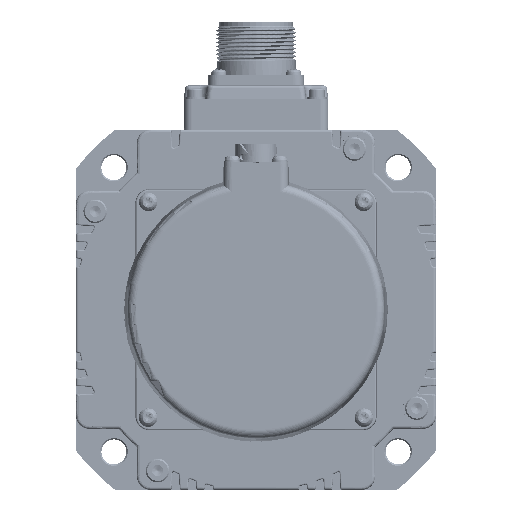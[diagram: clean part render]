
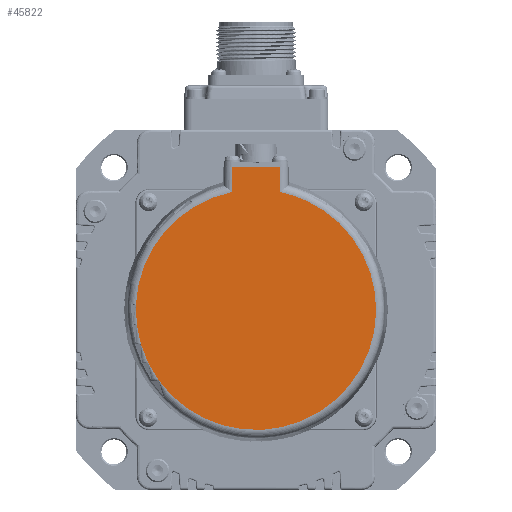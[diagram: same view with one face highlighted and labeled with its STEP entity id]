
A CAD part, front view. The second image highlights one B-rep face of the part: STEP entity #45822.
In plain terms, the highlighted planar face has unit normal (0, -1, 0).
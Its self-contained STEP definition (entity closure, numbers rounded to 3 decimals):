
#37033=CARTESIAN_POINT('',(-8.67,-67.9,-22.53));
#37034=VERTEX_POINT('',#37033);
#37035=CARTESIAN_POINT('',(8.67,-67.9,-22.53));
#37036=VERTEX_POINT('',#37035);
#37037=CARTESIAN_POINT('',(-8.67,-67.9,-22.53));
#37038=CARTESIAN_POINT('',(-10.231,-67.9,-22.849));
#37039=CARTESIAN_POINT('',(-11.777,-67.9,-23.239));
#37040=CARTESIAN_POINT('',(-13.304,-67.9,-23.7));
#37041=CARTESIAN_POINT('',(-16.312,-67.9,-24.762));
#37042=CARTESIAN_POINT('',(-19.21,-67.9,-26.094));
#37043=CARTESIAN_POINT('',(-20.627,-67.9,-26.827));
#37044=CARTESIAN_POINT('',(-23.39,-67.9,-28.42));
#37045=CARTESIAN_POINT('',(-25.996,-67.9,-30.26));
#37046=CARTESIAN_POINT('',(-27.255,-67.9,-31.239));
#37047=CARTESIAN_POINT('',(-29.681,-67.9,-33.31));
#37048=CARTESIAN_POINT('',(-31.906,-67.9,-35.595));
#37049=CARTESIAN_POINT('',(-32.966,-67.9,-36.788));
#37050=CARTESIAN_POINT('',(-34.972,-67.9,-39.267));
#37051=CARTESIAN_POINT('',(-36.742,-67.9,-41.92));
#37052=CARTESIAN_POINT('',(-37.566,-67.9,-43.286));
#37053=CARTESIAN_POINT('',(-39.085,-67.9,-46.091));
#37054=CARTESIAN_POINT('',(-40.341,-67.9,-49.023));
#37055=CARTESIAN_POINT('',(-40.901,-67.9,-50.516));
#37056=CARTESIAN_POINT('',(-41.882,-67.9,-53.551));
#37057=CARTESIAN_POINT('',(-42.581,-67.9,-56.663));
#37058=CARTESIAN_POINT('',(-42.859,-67.9,-58.234));
#37059=CARTESIAN_POINT('',(-43.269,-67.9,-61.397));
#37060=CARTESIAN_POINT('',(-43.388,-67.9,-64.585));
#37061=CARTESIAN_POINT('',(-43.374,-67.9,-66.18));
#37062=CARTESIAN_POINT('',(-43.199,-67.9,-69.364));
#37063=CARTESIAN_POINT('',(-42.733,-67.9,-72.52));
#37064=CARTESIAN_POINT('',(-42.428,-67.9,-74.086));
#37065=CARTESIAN_POINT('',(-41.674,-67.9,-77.185));
#37066=CARTESIAN_POINT('',(-40.64,-67.9,-80.202));
#37067=CARTESIAN_POINT('',(-40.053,-67.9,-81.686));
#37068=CARTESIAN_POINT('',(-38.746,-67.9,-84.595));
#37069=CARTESIAN_POINT('',(-37.177,-67.9,-87.372));
#37070=CARTESIAN_POINT('',(-36.33,-67.9,-88.724));
#37071=CARTESIAN_POINT('',(-34.513,-67.9,-91.345));
#37072=CARTESIAN_POINT('',(-32.463,-67.9,-93.789));
#37073=CARTESIAN_POINT('',(-31.383,-67.9,-94.963));
#37074=CARTESIAN_POINT('',(-29.118,-67.9,-97.208));
#37075=CARTESIAN_POINT('',(-26.656,-67.9,-99.236));
#37076=CARTESIAN_POINT('',(-25.38,-67.9,-100.193));
#37077=CARTESIAN_POINT('',(-22.742,-67.9,-101.986));
#37078=CARTESIAN_POINT('',(-19.951,-67.9,-103.531));
#37079=CARTESIAN_POINT('',(-18.522,-67.9,-104.238));
#37080=CARTESIAN_POINT('',(-15.601,-67.9,-105.519));
#37081=CARTESIAN_POINT('',(-12.575,-67.9,-106.528));
#37082=CARTESIAN_POINT('',(-11.04,-67.9,-106.962));
#37083=CARTESIAN_POINT('',(-7.934,-67.9,-107.688));
#37084=CARTESIAN_POINT('',(-4.775,-67.9,-108.126));
#37085=CARTESIAN_POINT('',(-3.186,-67.9,-108.273));
#37086=CARTESIAN_POINT('',(0.,-67.9,-108.419));
#37087=CARTESIAN_POINT('',(3.186,-67.9,-108.273));
#37088=CARTESIAN_POINT('',(4.775,-67.9,-108.126));
#37089=CARTESIAN_POINT('',(7.934,-67.9,-107.688));
#37090=CARTESIAN_POINT('',(11.04,-67.9,-106.962));
#37091=CARTESIAN_POINT('',(12.575,-67.9,-106.528));
#37092=CARTESIAN_POINT('',(15.601,-67.9,-105.519));
#37093=CARTESIAN_POINT('',(18.522,-67.9,-104.238));
#37094=CARTESIAN_POINT('',(19.951,-67.9,-103.531));
#37095=CARTESIAN_POINT('',(22.742,-67.9,-101.986));
#37096=CARTESIAN_POINT('',(25.38,-67.9,-100.193));
#37097=CARTESIAN_POINT('',(26.656,-67.9,-99.236));
#37098=CARTESIAN_POINT('',(29.118,-67.9,-97.208));
#37099=CARTESIAN_POINT('',(31.383,-67.9,-94.963));
#37100=CARTESIAN_POINT('',(32.463,-67.9,-93.789));
#37101=CARTESIAN_POINT('',(34.513,-67.9,-91.345));
#37102=CARTESIAN_POINT('',(36.33,-67.9,-88.724));
#37103=CARTESIAN_POINT('',(37.177,-67.9,-87.372));
#37104=CARTESIAN_POINT('',(38.746,-67.9,-84.595));
#37105=CARTESIAN_POINT('',(40.053,-67.9,-81.686));
#37106=CARTESIAN_POINT('',(40.64,-67.9,-80.202));
#37107=CARTESIAN_POINT('',(41.674,-67.9,-77.185));
#37108=CARTESIAN_POINT('',(42.428,-67.9,-74.086));
#37109=CARTESIAN_POINT('',(42.733,-67.9,-72.52));
#37110=CARTESIAN_POINT('',(43.199,-67.9,-69.364));
#37111=CARTESIAN_POINT('',(43.374,-67.9,-66.18));
#37112=CARTESIAN_POINT('',(43.388,-67.9,-64.585));
#37113=CARTESIAN_POINT('',(43.269,-67.9,-61.397));
#37114=CARTESIAN_POINT('',(42.859,-67.9,-58.234));
#37115=CARTESIAN_POINT('',(42.581,-67.9,-56.663));
#37116=CARTESIAN_POINT('',(41.882,-67.9,-53.551));
#37117=CARTESIAN_POINT('',(40.901,-67.9,-50.516));
#37118=CARTESIAN_POINT('',(40.341,-67.9,-49.023));
#37119=CARTESIAN_POINT('',(39.085,-67.9,-46.091));
#37120=CARTESIAN_POINT('',(37.566,-67.9,-43.286));
#37121=CARTESIAN_POINT('',(36.742,-67.9,-41.92));
#37122=CARTESIAN_POINT('',(34.972,-67.9,-39.267));
#37123=CARTESIAN_POINT('',(32.966,-67.9,-36.788));
#37124=CARTESIAN_POINT('',(31.906,-67.9,-35.595));
#37125=CARTESIAN_POINT('',(29.681,-67.9,-33.31));
#37126=CARTESIAN_POINT('',(27.255,-67.9,-31.239));
#37127=CARTESIAN_POINT('',(25.996,-67.9,-30.26));
#37128=CARTESIAN_POINT('',(23.39,-67.9,-28.42));
#37129=CARTESIAN_POINT('',(20.627,-67.9,-26.827));
#37130=CARTESIAN_POINT('',(19.21,-67.9,-26.094));
#37131=CARTESIAN_POINT('',(16.312,-67.9,-24.762));
#37132=CARTESIAN_POINT('',(13.304,-67.9,-23.7));
#37133=CARTESIAN_POINT('',(11.777,-67.9,-23.239));
#37134=CARTESIAN_POINT('',(10.231,-67.9,-22.849));
#37135=CARTESIAN_POINT('',(8.67,-67.9,-22.53));
#37136=B_SPLINE_CURVE_WITH_KNOTS('',5,(#37037,#37038,#37039,#37040,#37041,#37042,#37043,#37044,#37045,#37046,#37047,#37048,#37049,#37050,#37051,#37052,#37053,#37054,#37055,#37056,#37057,#37058,#37059,#37060,#37061,#37062,#37063,#37064,#37065,#37066,#37067,#37068,#37069,#37070,#37071,#37072,#37073,#37074,#37075,#37076,#37077,#37078,#37079,#37080,#37081,#37082,#37083,#37084,#37085,#37086,#37087,#37088,#37089,#37090,#37091,#37092,#37093,#37094,#37095,#37096,#37097,#37098,#37099,#37100,#37101,#37102,#37103,#37104,#37105,#37106,#37107,#37108,#37109,#37110,#37111,#37112,#37113,#37114,#37115,#37116,#37117,#37118,#37119,#37120,#37121,#37122,#37123,#37124,#37125,#37126,#37127,#37128,#37129,#37130,#37131,#37132,#37133,#37134,#37135),.UNSPECIFIED.,.F.,.U.,(6,3,3,3,3,3,3,3,3,3,3,3,3,3,3,3,3,3,3,3,3,3,3,3,3,3,3,3,3,3,3,3,6),(0.,0.184,0.368,0.551,0.735,0.919,1.103,1.286,1.47,1.654,1.838,2.021,2.205,2.389,2.573,2.756,2.94,3.124,3.308,3.492,3.675,3.859,4.043,4.227,4.41,4.594,4.778,4.962,5.145,5.329,5.513,5.697,5.88),.UNSPECIFIED.);
#37137=EDGE_CURVE('',#37034,#37036,#37136,.T.);
#37279=CARTESIAN_POINT('',(-8.67,-67.9,-13.5));
#37280=VERTEX_POINT('',#37279);
#37281=CARTESIAN_POINT('',(-8.67,-67.9,-13.5));
#37282=CARTESIAN_POINT('',(-8.67,-67.9,-15.306));
#37283=CARTESIAN_POINT('',(-8.67,-67.9,-17.112));
#37284=CARTESIAN_POINT('',(-8.67,-67.9,-18.918));
#37285=CARTESIAN_POINT('',(-8.67,-67.9,-20.724));
#37286=CARTESIAN_POINT('',(-8.67,-67.9,-22.53));
#37287=B_SPLINE_CURVE_WITH_KNOTS('',5,(#37281,#37282,#37283,#37284,#37285,#37286),.UNSPECIFIED.,.F.,.U.,(6,6),(0.,0.009),.UNSPECIFIED.);
#37288=EDGE_CURVE('',#37280,#37034,#37287,.T.);
#42446=CARTESIAN_POINT('',(8.67,-67.9,-13.5));
#42447=VERTEX_POINT('',#42446);
#42466=CARTESIAN_POINT('',(8.67,-67.9,-22.53));
#42467=CARTESIAN_POINT('',(8.67,-67.9,-20.724));
#42468=CARTESIAN_POINT('',(8.67,-67.9,-18.918));
#42469=CARTESIAN_POINT('',(8.67,-67.9,-17.112));
#42470=CARTESIAN_POINT('',(8.67,-67.9,-15.306));
#42471=CARTESIAN_POINT('',(8.67,-67.9,-13.5));
#42472=B_SPLINE_CURVE_WITH_KNOTS('',5,(#42466,#42467,#42468,#42469,#42470,#42471),.UNSPECIFIED.,.F.,.U.,(6,6),(0.,0.009),.UNSPECIFIED.);
#42473=EDGE_CURVE('',#37036,#42447,#42472,.T.);
#45803=CARTESIAN_POINT('',(0.,-67.9,-60.923));
#45804=DIRECTION('',(0.,0.,-1.));
#45805=DIRECTION('',(0.,-1.,0.));
#45806=AXIS2_PLACEMENT_3D('',#45803,#45805,#45804);
#45807=PLANE('',#45806);
#45808=CARTESIAN_POINT('',(-8.67,-67.9,-13.5));
#45809=CARTESIAN_POINT('',(-5.202,-67.9,-13.5));
#45810=CARTESIAN_POINT('',(-1.734,-67.9,-13.5));
#45811=CARTESIAN_POINT('',(1.734,-67.9,-13.5));
#45812=CARTESIAN_POINT('',(5.202,-67.9,-13.5));
#45813=CARTESIAN_POINT('',(8.67,-67.9,-13.5));
#45814=B_SPLINE_CURVE_WITH_KNOTS('',5,(#45808,#45809,#45810,#45811,#45812,#45813),.UNSPECIFIED.,.F.,.U.,(6,6),(0.,0.017),.UNSPECIFIED.);
#45815=EDGE_CURVE('',#37280,#42447,#45814,.T.);
#45816=ORIENTED_EDGE('',*,*,#45815,.F.);
#45817=ORIENTED_EDGE('',*,*,#37288,.T.);
#45818=ORIENTED_EDGE('',*,*,#37137,.T.);
#45819=ORIENTED_EDGE('',*,*,#42473,.T.);
#45820=EDGE_LOOP('',(#45816,#45817,#45818,#45819));
#45821=FACE_OUTER_BOUND('',#45820,.T.);
#45822=ADVANCED_FACE('',(#45821),#45807,.T.);
